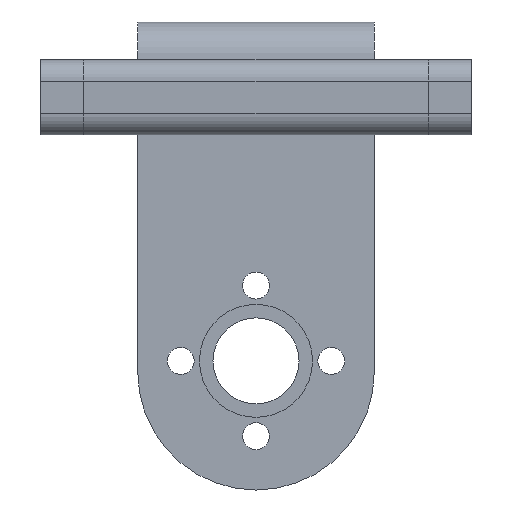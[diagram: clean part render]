
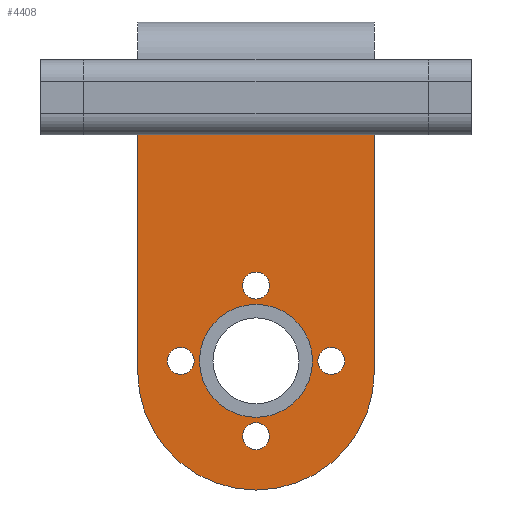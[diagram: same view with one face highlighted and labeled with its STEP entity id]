
A CAD part, front view. The second image highlights one B-rep face of the part: STEP entity #4408.
In plain terms, the highlighted planar face has unit normal (0, -1, 0).
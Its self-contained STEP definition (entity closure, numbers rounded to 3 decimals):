
#95=CIRCLE('',#4580,5.25);
#107=CIRCLE('',#4602,1.25);
#109=CIRCLE('',#4605,1.25);
#111=CIRCLE('',#4608,1.25);
#114=CIRCLE('',#4613,1.25);
#116=CIRCLE('',#4617,11.);
#165=FACE_BOUND('',#737,.T.);
#166=FACE_BOUND('',#738,.T.);
#167=FACE_BOUND('',#739,.T.);
#168=FACE_BOUND('',#740,.T.);
#169=FACE_BOUND('',#741,.T.);
#273=PLANE('',#4620);
#484=FACE_OUTER_BOUND('',#736,.T.);
#736=EDGE_LOOP('',(#3947,#3948,#3949,#3950));
#737=EDGE_LOOP('',(#3951));
#738=EDGE_LOOP('',(#3952));
#739=EDGE_LOOP('',(#3953));
#740=EDGE_LOOP('',(#3954));
#741=EDGE_LOOP('',(#3955));
#1058=LINE('',#7970,#1442);
#1103=LINE('',#8129,#1487);
#1138=LINE('',#8244,#1522);
#1442=VECTOR('',#5102,10.);
#1487=VECTOR('',#5237,10.);
#1522=VECTOR('',#5370,10.);
#2050=VERTEX_POINT('',#7967);
#2051=VERTEX_POINT('',#7969);
#2104=VERTEX_POINT('',#8128);
#2106=VERTEX_POINT('',#8145);
#2126=VERTEX_POINT('',#8204);
#2128=VERTEX_POINT('',#8210);
#2130=VERTEX_POINT('',#8216);
#2133=VERTEX_POINT('',#8226);
#2135=VERTEX_POINT('',#8235);
#2630=EDGE_CURVE('',#2051,#2050,#1058,.T.);
#2705=EDGE_CURVE('',#2051,#2104,#1103,.T.);
#2712=EDGE_CURVE('',#2106,#2106,#95,.T.);
#2742=EDGE_CURVE('',#2126,#2126,#107,.T.);
#2745=EDGE_CURVE('',#2128,#2128,#109,.T.);
#2748=EDGE_CURVE('',#2130,#2130,#111,.T.);
#2753=EDGE_CURVE('',#2133,#2133,#114,.T.);
#2757=EDGE_CURVE('',#2104,#2135,#116,.T.);
#2762=EDGE_CURVE('',#2135,#2050,#1138,.T.);
#3947=ORIENTED_EDGE('',*,*,#2630,.T.);
#3948=ORIENTED_EDGE('',*,*,#2762,.F.);
#3949=ORIENTED_EDGE('',*,*,#2757,.F.);
#3950=ORIENTED_EDGE('',*,*,#2705,.F.);
#3951=ORIENTED_EDGE('',*,*,#2712,.T.);
#3952=ORIENTED_EDGE('',*,*,#2742,.T.);
#3953=ORIENTED_EDGE('',*,*,#2745,.T.);
#3954=ORIENTED_EDGE('',*,*,#2748,.T.);
#3955=ORIENTED_EDGE('',*,*,#2753,.T.);
#4408=ADVANCED_FACE('',(#484,#165,#166,#167,#168,#169),#273,.T.);
#4580=AXIS2_PLACEMENT_3D('',#8146,#5260,#5261);
#4602=AXIS2_PLACEMENT_3D('',#8206,#5322,#5323);
#4605=AXIS2_PLACEMENT_3D('',#8212,#5329,#5330);
#4608=AXIS2_PLACEMENT_3D('',#8218,#5336,#5337);
#4613=AXIS2_PLACEMENT_3D('',#8228,#5348,#5349);
#4617=AXIS2_PLACEMENT_3D('',#8236,#5358,#5359);
#4620=AXIS2_PLACEMENT_3D('',#8243,#5368,#5369);
#5102=DIRECTION('',(-1.,0.,0.));
#5237=DIRECTION('',(0.,0.,-1.));
#5260=DIRECTION('center_axis',(0.,1.,0.));
#5261=DIRECTION('ref_axis',(1.,0.,0.));
#5322=DIRECTION('center_axis',(0.,1.,0.));
#5323=DIRECTION('ref_axis',(1.,0.,0.));
#5329=DIRECTION('center_axis',(0.,1.,0.));
#5330=DIRECTION('ref_axis',(1.,0.,0.));
#5336=DIRECTION('center_axis',(0.,1.,0.));
#5337=DIRECTION('ref_axis',(1.,0.,0.));
#5348=DIRECTION('center_axis',(0.,1.,0.));
#5349=DIRECTION('ref_axis',(1.,0.,0.));
#5358=DIRECTION('center_axis',(0.,1.,0.));
#5359=DIRECTION('ref_axis',(-0.707,0.,-0.707));
#5368=DIRECTION('center_axis',(0.,-1.,0.));
#5369=DIRECTION('ref_axis',(0.,0.,-1.));
#5370=DIRECTION('',(0.,0.,1.));
#7967=CARTESIAN_POINT('',(-11.,-9.1,31.));
#7969=CARTESIAN_POINT('',(11.,-9.1,31.));
#7970=CARTESIAN_POINT('',(-8.,-9.1,31.));
#8128=CARTESIAN_POINT('',(11.,-9.1,9.));
#8129=CARTESIAN_POINT('',(11.,-9.1,41.5));
#8145=CARTESIAN_POINT('',(-5.25,-9.1,10.001));
#8146=CARTESIAN_POINT('Origin',(0.,-9.1,10.001));
#8204=CARTESIAN_POINT('',(-1.25,-9.1,3.001));
#8206=CARTESIAN_POINT('Origin',(0.,-9.1,3.001));
#8210=CARTESIAN_POINT('',(-8.25,-9.1,10.001));
#8212=CARTESIAN_POINT('Origin',(-7.,-9.1,10.001));
#8216=CARTESIAN_POINT('',(5.75,-9.1,10.001));
#8218=CARTESIAN_POINT('Origin',(7.,-9.1,10.001));
#8226=CARTESIAN_POINT('',(-1.25,-9.1,17.001));
#8228=CARTESIAN_POINT('Origin',(0.,-9.1,17.001));
#8235=CARTESIAN_POINT('',(-11.,-9.1,9.));
#8236=CARTESIAN_POINT('Origin',(0.,-9.1,9.));
#8243=CARTESIAN_POINT('Origin',(0.,-9.1,41.5));
#8244=CARTESIAN_POINT('',(-11.,-9.1,41.5));
